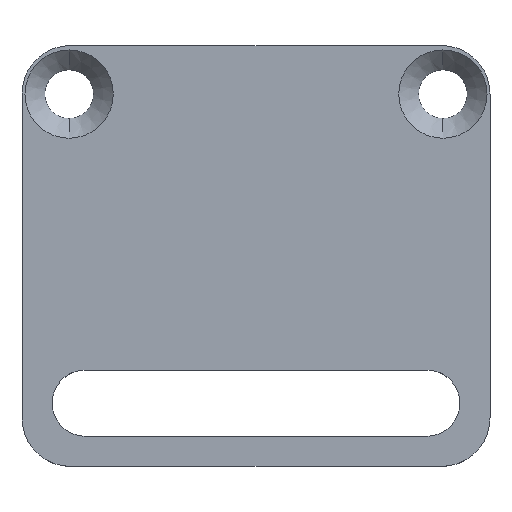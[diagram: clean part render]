
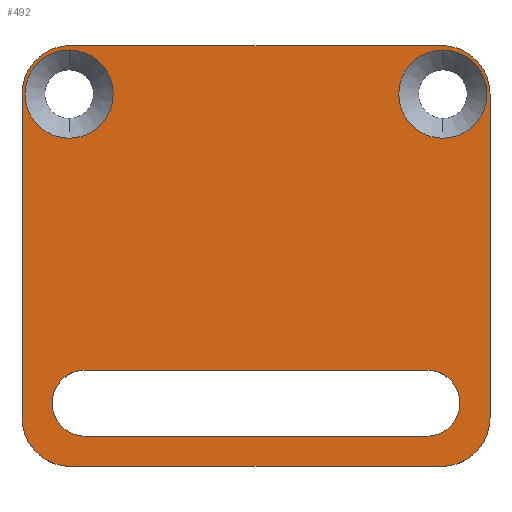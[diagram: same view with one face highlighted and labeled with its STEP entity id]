
A CAD part, top view. The second image highlights one B-rep face of the part: STEP entity #492.
In plain terms, the highlighted planar face has unit normal (0, 0, 1).
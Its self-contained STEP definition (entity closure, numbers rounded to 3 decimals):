
#91=DIRECTION('',(1.,0.,0.));
#92=VECTOR('',#91,23.2);
#93=CARTESIAN_POINT('',(-11.6,6.55,3.));
#94=LINE('',#93,#92);
#95=CARTESIAN_POINT('',(-11.6,4.3,3.));
#96=DIRECTION('',(0.,0.,1.));
#97=DIRECTION('',(0.,1.,0.));
#98=AXIS2_PLACEMENT_3D('',#95,#96,#97);
#100=DIRECTION('',(-1.,0.,0.));
#101=VECTOR('',#100,23.2);
#102=CARTESIAN_POINT('',(11.6,2.05,3.));
#103=LINE('',#102,#101);
#104=CARTESIAN_POINT('',(11.6,4.3,3.));
#105=DIRECTION('',(0.,0.,1.));
#106=DIRECTION('',(0.,-1.,0.));
#107=AXIS2_PLACEMENT_3D('',#104,#105,#106);
#109=CARTESIAN_POINT('',(12.7,25.3,3.));
#110=DIRECTION('',(0.,0.,-1.));
#111=DIRECTION('',(0.,1.,0.));
#112=AXIS2_PLACEMENT_3D('',#109,#110,#111);
#114=CARTESIAN_POINT('',(12.7,25.3,3.));
#115=DIRECTION('',(0.,0.,-1.));
#116=DIRECTION('',(0.,-1.,0.));
#117=AXIS2_PLACEMENT_3D('',#114,#115,#116);
#119=CARTESIAN_POINT('',(-12.7,25.3,3.));
#120=DIRECTION('',(0.,0.,-1.));
#121=DIRECTION('',(0.,1.,0.));
#122=AXIS2_PLACEMENT_3D('',#119,#120,#121);
#124=CARTESIAN_POINT('',(-12.7,25.3,3.));
#125=DIRECTION('',(0.,0.,-1.));
#126=DIRECTION('',(0.,-1.,0.));
#127=AXIS2_PLACEMENT_3D('',#124,#125,#126);
#129=CARTESIAN_POINT('',(12.6,25.3,3.));
#130=DIRECTION('',(0.,0.,1.));
#131=DIRECTION('',(1.,0.,0.));
#132=AXIS2_PLACEMENT_3D('',#129,#130,#131);
#134=DIRECTION('',(0.,1.,0.));
#135=VECTOR('',#134,22.);
#136=CARTESIAN_POINT('',(15.9,3.3,3.));
#137=LINE('',#136,#135);
#138=CARTESIAN_POINT('',(12.6,3.3,3.));
#139=DIRECTION('',(0.,0.,1.));
#140=DIRECTION('',(0.,-1.,0.));
#141=AXIS2_PLACEMENT_3D('',#138,#139,#140);
#143=DIRECTION('',(1.,0.,0.));
#144=VECTOR('',#143,25.2);
#145=CARTESIAN_POINT('',(-12.6,0.,3.));
#146=LINE('',#145,#144);
#147=CARTESIAN_POINT('',(-12.6,3.3,3.));
#148=DIRECTION('',(0.,0.,1.));
#149=DIRECTION('',(-1.,0.,0.));
#150=AXIS2_PLACEMENT_3D('',#147,#148,#149);
#152=DIRECTION('',(0.,-1.,0.));
#153=VECTOR('',#152,22.);
#154=CARTESIAN_POINT('',(-15.9,25.3,3.));
#155=LINE('',#154,#153);
#156=CARTESIAN_POINT('',(-12.6,25.3,3.));
#157=DIRECTION('',(0.,0.,1.));
#158=DIRECTION('',(0.,1.,0.));
#159=AXIS2_PLACEMENT_3D('',#156,#157,#158);
#161=DIRECTION('',(-1.,0.,0.));
#162=VECTOR('',#161,25.2);
#163=CARTESIAN_POINT('',(12.6,28.6,3.));
#164=LINE('',#163,#162);
#277=CARTESIAN_POINT('',(-11.6,6.55,3.));
#278=CARTESIAN_POINT('',(11.6,6.55,3.));
#279=VERTEX_POINT('',#277);
#280=VERTEX_POINT('',#278);
#281=CARTESIAN_POINT('',(11.6,2.05,3.));
#282=VERTEX_POINT('',#281);
#283=CARTESIAN_POINT('',(-11.6,2.05,3.));
#284=VERTEX_POINT('',#283);
#293=CARTESIAN_POINT('',(12.7,28.3,3.));
#294=CARTESIAN_POINT('',(12.7,22.3,3.));
#295=VERTEX_POINT('',#293);
#296=VERTEX_POINT('',#294);
#305=CARTESIAN_POINT('',(-12.7,28.3,3.));
#306=CARTESIAN_POINT('',(-12.7,22.3,3.));
#307=VERTEX_POINT('',#305);
#308=VERTEX_POINT('',#306);
#321=CARTESIAN_POINT('',(15.9,25.3,3.));
#322=VERTEX_POINT('',#321);
#323=CARTESIAN_POINT('',(12.6,28.6,3.));
#324=VERTEX_POINT('',#323);
#329=CARTESIAN_POINT('',(12.6,0.,3.));
#330=VERTEX_POINT('',#329);
#331=CARTESIAN_POINT('',(15.9,3.3,3.));
#332=VERTEX_POINT('',#331);
#337=CARTESIAN_POINT('',(-15.9,3.3,3.));
#338=VERTEX_POINT('',#337);
#339=CARTESIAN_POINT('',(-12.6,0.,3.));
#340=VERTEX_POINT('',#339);
#345=CARTESIAN_POINT('',(-12.6,28.6,3.));
#346=VERTEX_POINT('',#345);
#347=CARTESIAN_POINT('',(-15.9,25.3,3.));
#348=VERTEX_POINT('',#347);
#451=CARTESIAN_POINT('',(0.,0.,3.));
#452=DIRECTION('',(0.,0.,1.));
#453=DIRECTION('',(1.,0.,0.));
#454=AXIS2_PLACEMENT_3D('',#451,#452,#453);
#455=PLANE('',#454);
#457=ORIENTED_EDGE('',*,*,#456,.F.);
#459=ORIENTED_EDGE('',*,*,#458,.F.);
#461=ORIENTED_EDGE('',*,*,#460,.F.);
#463=ORIENTED_EDGE('',*,*,#462,.F.);
#465=ORIENTED_EDGE('',*,*,#464,.F.);
#467=ORIENTED_EDGE('',*,*,#466,.F.);
#469=ORIENTED_EDGE('',*,*,#468,.F.);
#471=ORIENTED_EDGE('',*,*,#470,.F.);
#472=EDGE_LOOP('',(#457,#459,#461,#463,#465,#467,#469,#471));
#473=FACE_OUTER_BOUND('',#472,.F.);
#475=ORIENTED_EDGE('',*,*,#474,.F.);
#477=ORIENTED_EDGE('',*,*,#476,.F.);
#478=EDGE_LOOP('',(#475,#477));
#479=FACE_BOUND('',#478,.F.);
#481=ORIENTED_EDGE('',*,*,#480,.F.);
#483=ORIENTED_EDGE('',*,*,#482,.F.);
#484=EDGE_LOOP('',(#481,#483));
#485=FACE_BOUND('',#484,.F.);
#486=ORIENTED_EDGE('',*,*,#403,.F.);
#487=ORIENTED_EDGE('',*,*,#418,.T.);
#488=ORIENTED_EDGE('',*,*,#432,.F.);
#489=ORIENTED_EDGE('',*,*,#445,.T.);
#490=EDGE_LOOP('',(#486,#487,#488,#489));
#491=FACE_BOUND('',#490,.F.);
#492=ADVANCED_FACE('',(#473,#479,#485,#491),#455,.T.);
#99=CIRCLE('',#98,2.25);
#108=CIRCLE('',#107,2.25);
#113=CIRCLE('',#112,3.);
#118=CIRCLE('',#117,3.);
#123=CIRCLE('',#122,3.);
#128=CIRCLE('',#127,3.);
#133=CIRCLE('',#132,3.3);
#142=CIRCLE('',#141,3.3);
#151=CIRCLE('',#150,3.3);
#160=CIRCLE('',#159,3.3);
#403=EDGE_CURVE('',#279,#280,#94,.T.);
#418=EDGE_CURVE('',#279,#284,#99,.T.);
#432=EDGE_CURVE('',#282,#284,#103,.T.);
#445=EDGE_CURVE('',#282,#280,#108,.T.);
#456=EDGE_CURVE('',#322,#324,#133,.T.);
#458=EDGE_CURVE('',#332,#322,#137,.T.);
#460=EDGE_CURVE('',#330,#332,#142,.T.);
#462=EDGE_CURVE('',#340,#330,#146,.T.);
#464=EDGE_CURVE('',#338,#340,#151,.T.);
#466=EDGE_CURVE('',#348,#338,#155,.T.);
#468=EDGE_CURVE('',#346,#348,#160,.T.);
#470=EDGE_CURVE('',#324,#346,#164,.T.);
#474=EDGE_CURVE('',#295,#296,#113,.T.);
#476=EDGE_CURVE('',#296,#295,#118,.T.);
#480=EDGE_CURVE('',#307,#308,#123,.T.);
#482=EDGE_CURVE('',#308,#307,#128,.T.);
